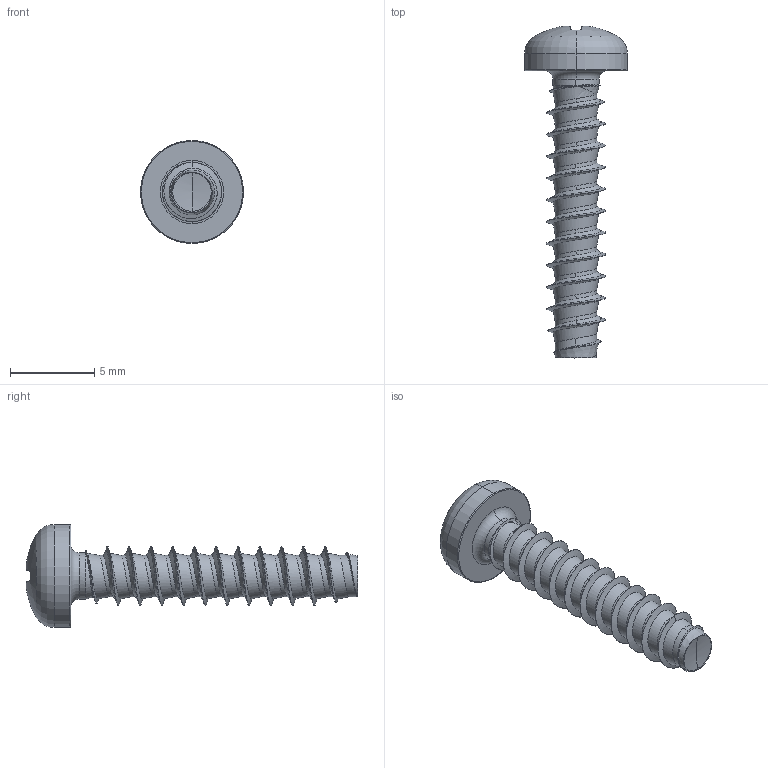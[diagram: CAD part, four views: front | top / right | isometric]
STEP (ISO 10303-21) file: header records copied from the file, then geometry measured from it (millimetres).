
FILE_DESCRIPTION (( 'STEP AP203' ), '1' );
FILE_NAME ('STP320350170.STEP', '2019-05-15T18:32:29', ( '' ), ( '' ), 'SwSTEP 2.0', 'SolidWorks 2015', '' );
FILE_SCHEMA (( 'CONFIG_CONTROL_DESIGN' ));
Length unit declared in the file: millimetre
Products named in the file (2): STP320350170
Bounding box: 6.1 x 19.65 x 6.1 mm (x, y, z)
Volume: 152.1 mm3; surface area: 315.6 mm2
Topology: 1 solids, 1 shells, 185 faces, 427 edges, 244 vertices
Faces by surface type: bspline 51, cylinder 50, torus 28, sphere 28, plane 22, cone 6
Entity records: 22636 total; most frequent: CARTESIAN_POINT 18730, ORIENTED_EDGE 850, DIRECTION 726, EDGE_CURVE 425, AXIS2_PLACEMENT_3D 323, VERTEX_POINT 244, EDGE_LOOP 187, CIRCLE 187
